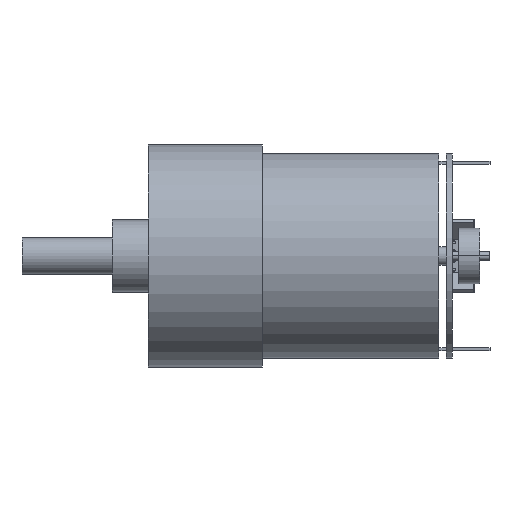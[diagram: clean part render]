
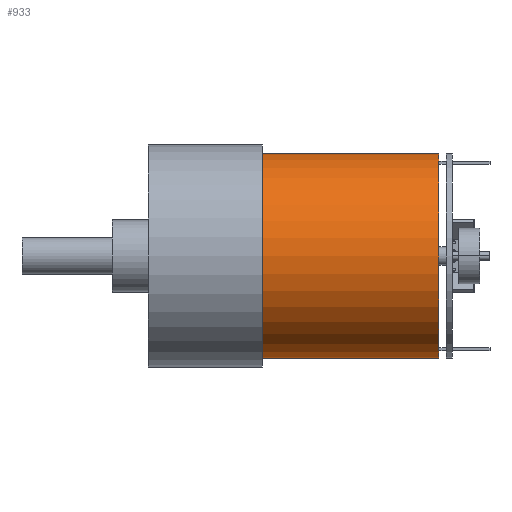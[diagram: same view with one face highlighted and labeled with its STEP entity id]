
A CAD part, front view. The second image highlights one B-rep face of the part: STEP entity #933.
In plain terms, the highlighted cylindrical face has radius 17 mm (diameter 34 mm), a partial arc.
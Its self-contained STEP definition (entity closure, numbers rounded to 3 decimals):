
#109 = ORIENTED_EDGE ( 'NONE', *, *, #6630, .T. ) ;
#694 = DIRECTION ( 'NONE',  ( 1., 0., 0. ) ) ;
#933 = ADVANCED_FACE ( 'NONE', ( #5286 ), #4870, .T. ) ;
#1088 = EDGE_CURVE ( 'NONE', #4094, #4119, #1173, .T. ) ;
#1100 = DIRECTION ( 'NONE',  ( 0., 0., -1. ) ) ;
#1173 = CIRCLE ( 'NONE', #4502, 17. ) ;
#1677 = AXIS2_PLACEMENT_3D ( 'NONE', #8210, #5543, #6810 ) ;
#2098 = CARTESIAN_POINT ( 'NONE',  ( 39., 0., 17. ) ) ;
#2420 = VERTEX_POINT ( 'NONE', #6629 ) ;
#2618 = LINE ( 'NONE', #4109, #5570 ) ;
#3142 = VECTOR ( 'NONE', #694, 1000. ) ;
#3272 = EDGE_CURVE ( 'NONE', #4094, #4254, #4862, .T. ) ;
#4094 = VERTEX_POINT ( 'NONE', #7608 ) ;
#4109 = CARTESIAN_POINT ( 'NONE',  ( 9.6, 0., -17. ) ) ;
#4119 = VERTEX_POINT ( 'NONE', #4286 ) ;
#4254 = VERTEX_POINT ( 'NONE', #2098 ) ;
#4286 = CARTESIAN_POINT ( 'NONE',  ( 9.6, 0., -17. ) ) ;
#4294 = CARTESIAN_POINT ( 'NONE',  ( 39., 0., 0. ) ) ;
#4502 = AXIS2_PLACEMENT_3D ( 'NONE', #5710, #5026, #1100 ) ;
#4681 = DIRECTION ( 'NONE',  ( 1., 0., 0. ) ) ;
#4862 = LINE ( 'NONE', #7834, #3142 ) ;
#4870 = CYLINDRICAL_SURFACE ( 'NONE', #1677, 17. ) ;
#5026 = DIRECTION ( 'NONE',  ( 1., 0., 0. ) ) ;
#5286 = FACE_OUTER_BOUND ( 'NONE', #6721, .T. ) ;
#5533 = DIRECTION ( 'NONE',  ( 1., 0., 0. ) ) ;
#5543 = DIRECTION ( 'NONE',  ( 1., 0., 0. ) ) ;
#5570 = VECTOR ( 'NONE', #4681, 1000. ) ;
#5710 = CARTESIAN_POINT ( 'NONE',  ( 9.6, 0., 0. ) ) ;
#5939 = CIRCLE ( 'NONE', #8153, 17. ) ;
#6093 = ORIENTED_EDGE ( 'NONE', *, *, #1088, .T. ) ;
#6629 = CARTESIAN_POINT ( 'NONE',  ( 39., 0., -17. ) ) ;
#6630 = EDGE_CURVE ( 'NONE', #4119, #2420, #2618, .T. ) ;
#6721 = EDGE_LOOP ( 'NONE', ( #6819, #6093, #109, #6807 ) ) ;
#6807 = ORIENTED_EDGE ( 'NONE', *, *, #8268, .F. ) ;
#6810 = DIRECTION ( 'NONE',  ( 0., 0., -1. ) ) ;
#6819 = ORIENTED_EDGE ( 'NONE', *, *, #3272, .F. ) ;
#7608 = CARTESIAN_POINT ( 'NONE',  ( 9.6, 0., 17. ) ) ;
#7834 = CARTESIAN_POINT ( 'NONE',  ( 9.6, 0., 17. ) ) ;
#8146 = DIRECTION ( 'NONE',  ( 0., 0., -1. ) ) ;
#8153 = AXIS2_PLACEMENT_3D ( 'NONE', #4294, #5533, #8146 ) ;
#8210 = CARTESIAN_POINT ( 'NONE',  ( 9.6, 0., 0. ) ) ;
#8268 = EDGE_CURVE ( 'NONE', #4254, #2420, #5939, .T. ) ;
